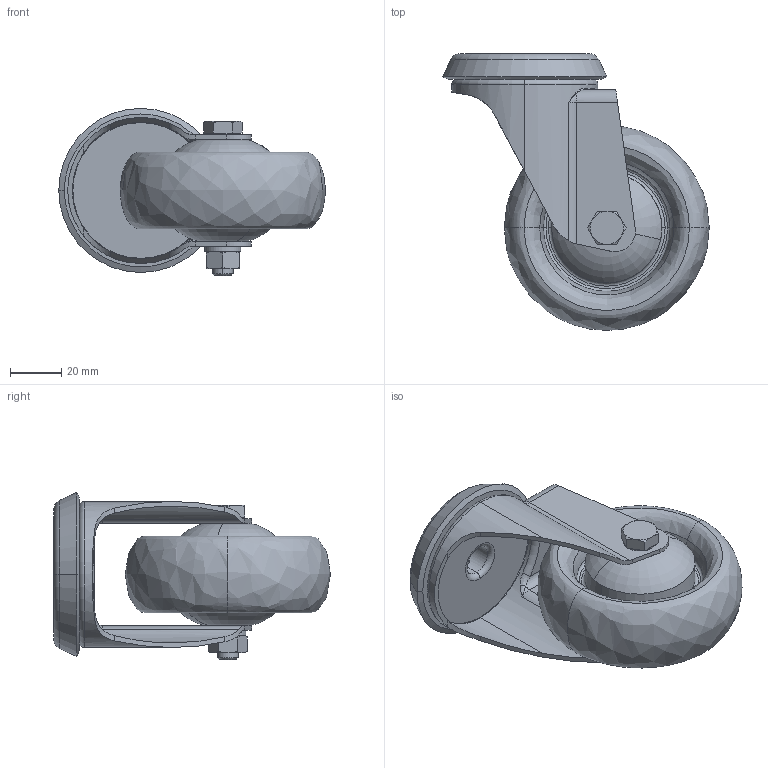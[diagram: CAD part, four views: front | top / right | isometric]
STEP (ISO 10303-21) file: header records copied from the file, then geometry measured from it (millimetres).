
FILE_DESCRIPTION (( 'STEP AP214' ), '1' );
FILE_NAME ('0030489.step', '2021-05-10T11:04:04', ( 'Windows-Benutzer' ), ( '' ), 'SwSTEP 2.0', 'SolidWorks 2020', '' );
FILE_SCHEMA (( 'AUTOMOTIVE_DESIGN' ));
Length unit declared in the file: millimetre
Products named in the file (1): 0030489
Bounding box: 103.98 x 108 x 65.2 mm (x, y, z)
Volume: 157108.3 mm3; surface area: 69614.7 mm2
Topology: 8 solids, 8 shells, 242 faces, 528 edges, 312 vertices
Faces by surface type: plane 62, cylinder 56, cone 56, torus 54, bspline 14
Entity records: 9954 total; most frequent: CARTESIAN_POINT 1918, DIRECTION 1180, ORIENTED_EDGE 1048, EDGE_CURVE 524, AXIS2_PLACEMENT_3D 517, VERTEX_POINT 312, CIRCLE 288, EDGE_LOOP 272
